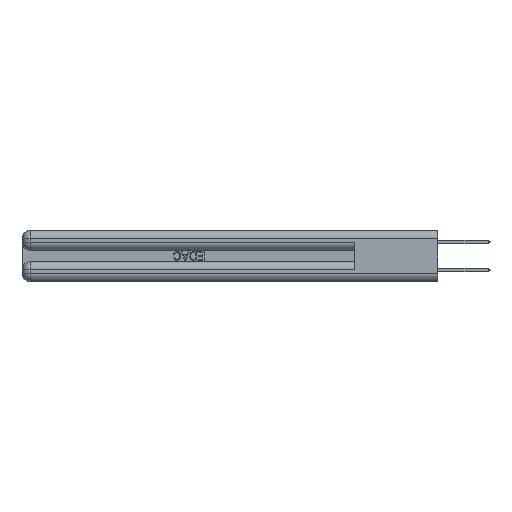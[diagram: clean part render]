
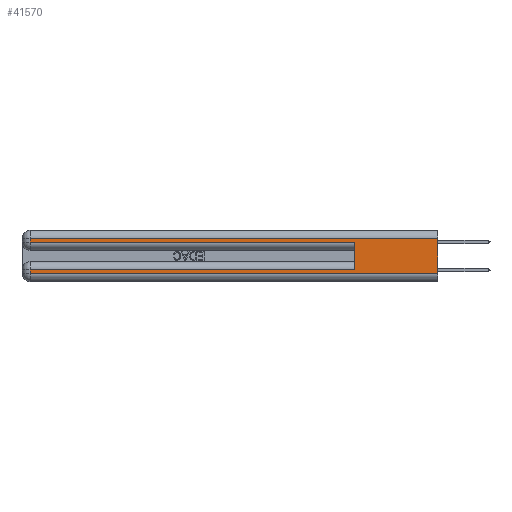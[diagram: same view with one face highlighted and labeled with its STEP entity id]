
A CAD part, left-side view. The second image highlights one B-rep face of the part: STEP entity #41570.
In plain terms, the highlighted planar face has unit normal (-1, 0, 0).
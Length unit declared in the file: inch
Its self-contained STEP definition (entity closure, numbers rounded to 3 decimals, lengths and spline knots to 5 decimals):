
#12 = LINE ( 'NONE', #15058, #33562 ) ;
#313 = EDGE_CURVE ( 'NONE', #34144, #36780, #29136, .T. ) ;
#464 = DIRECTION ( 'NONE',  ( 0., 1., 0. ) ) ;
#732 = ORIENTED_EDGE ( 'NONE', *, *, #313, .T. ) ;
#1017 = VECTOR ( 'NONE', #36521, 39.37008 ) ;
#2019 = CARTESIAN_POINT ( 'NONE',  ( 0., 2.94, 0.06 ) ) ;
#2351 = CARTESIAN_POINT ( 'NONE',  ( 0., 2.94, 0.37 ) ) ;
#3618 = PLANE ( 'NONE',  #26575 ) ;
#5980 = VECTOR ( 'NONE', #28722, 39.37008 ) ;
#6926 = CARTESIAN_POINT ( 'NONE',  ( 0., 0.6, 0.085 ) ) ;
#8702 = VECTOR ( 'NONE', #29182, 39.37008 ) ;
#8839 = VERTEX_POINT ( 'NONE', #35882 ) ;
#9206 = FACE_OUTER_BOUND ( 'NONE', #18497, .T. ) ;
#9296 = EDGE_CURVE ( 'NONE', #28752, #8839, #24965, .T. ) ;
#9778 = EDGE_CURVE ( 'NONE', #28752, #33591, #12, .T. ) ;
#9807 = LINE ( 'NONE', #36308, #14893 ) ;
#12981 = CARTESIAN_POINT ( 'NONE',  ( 0., 0., 0.085 ) ) ;
#13592 = ORIENTED_EDGE ( 'NONE', *, *, #37200, .T. ) ;
#13669 = EDGE_CURVE ( 'NONE', #34144, #41643, #9807, .T. ) ;
#14483 = ORIENTED_EDGE ( 'NONE', *, *, #39727, .T. ) ;
#14893 = VECTOR ( 'NONE', #39574, 39.37008 ) ;
#15002 = ORIENTED_EDGE ( 'NONE', *, *, #9296, .T. ) ;
#15015 = ORIENTED_EDGE ( 'NONE', *, *, #13669, .F. ) ;
#15058 = CARTESIAN_POINT ( 'NONE',  ( 0., 0.6, 0.145 ) ) ;
#16382 = DIRECTION ( 'NONE',  ( 0., 0., -1. ) ) ;
#16795 = CARTESIAN_POINT ( 'NONE',  ( 0., 0., 0.285 ) ) ;
#17148 = ORIENTED_EDGE ( 'NONE', *, *, #35970, .T. ) ;
#17571 = VERTEX_POINT ( 'NONE', #33917 ) ;
#17594 = VERTEX_POINT ( 'NONE', #2019 ) ;
#18325 = DIRECTION ( 'NONE',  ( 0., 0., 1. ) ) ;
#18497 = EDGE_LOOP ( 'NONE', ( #15015, #732, #13592, #17148, #32947, #15002, #23266, #14483 ) ) ;
#19379 = CARTESIAN_POINT ( 'NONE',  ( 0., 0., 0.06 ) ) ;
#19948 = CARTESIAN_POINT ( 'NONE',  ( 0., 0., 0.31 ) ) ;
#21161 = CARTESIAN_POINT ( 'NONE',  ( 0., 0., 0.31 ) ) ;
#21201 = LINE ( 'NONE', #22582, #5980 ) ;
#22471 = DIRECTION ( 'NONE',  ( 1., 0., 0. ) ) ;
#22582 = CARTESIAN_POINT ( 'NONE',  ( 0., 2.94, 0.37 ) ) ;
#22837 = LINE ( 'NONE', #16795, #1017 ) ;
#22899 = CARTESIAN_POINT ( 'NONE',  ( 0., 0., 0.06 ) ) ;
#23266 = ORIENTED_EDGE ( 'NONE', *, *, #26685, .T. ) ;
#24965 = LINE ( 'NONE', #12981, #8702 ) ;
#25479 = DIRECTION ( 'NONE',  ( 0., 0., -1. ) ) ;
#25895 = DIRECTION ( 'NONE',  ( 0., -1., 0. ) ) ;
#26575 = AXIS2_PLACEMENT_3D ( 'NONE', #32437, #22471, #16382 ) ;
#26685 = EDGE_CURVE ( 'NONE', #8839, #17594, #34532, .T. ) ;
#28697 = VECTOR ( 'NONE', #25895, 39.37008 ) ;
#28722 = DIRECTION ( 'NONE',  ( 0., 0., -1. ) ) ;
#28752 = VERTEX_POINT ( 'NONE', #6926 ) ;
#29136 = LINE ( 'NONE', #19948, #40809 ) ;
#29182 = DIRECTION ( 'NONE',  ( 0., 1., 0. ) ) ;
#30220 = LINE ( 'NONE', #19379, #28697 ) ;
#31590 = CARTESIAN_POINT ( 'NONE',  ( 0., 0.6, 0.285 ) ) ;
#32437 = CARTESIAN_POINT ( 'NONE',  ( 0., 0., 0.37 ) ) ;
#32947 = ORIENTED_EDGE ( 'NONE', *, *, #9778, .F. ) ;
#33537 = VECTOR ( 'NONE', #25479, 39.37008 ) ;
#33562 = VECTOR ( 'NONE', #18325, 39.37008 ) ;
#33591 = VERTEX_POINT ( 'NONE', #31590 ) ;
#33917 = CARTESIAN_POINT ( 'NONE',  ( 0., 2.94, 0.285 ) ) ;
#34144 = VERTEX_POINT ( 'NONE', #21161 ) ;
#34532 = LINE ( 'NONE', #2351, #33537 ) ;
#35882 = CARTESIAN_POINT ( 'NONE',  ( 0., 2.94, 0.085 ) ) ;
#35970 = EDGE_CURVE ( 'NONE', #17571, #33591, #22837, .T. ) ;
#36308 = CARTESIAN_POINT ( 'NONE',  ( 0., 0., 0.37 ) ) ;
#36392 = CARTESIAN_POINT ( 'NONE',  ( 0., 2.94, 0.31 ) ) ;
#36521 = DIRECTION ( 'NONE',  ( 0., -1., 0. ) ) ;
#36780 = VERTEX_POINT ( 'NONE', #36392 ) ;
#37200 = EDGE_CURVE ( 'NONE', #36780, #17571, #21201, .T. ) ;
#39574 = DIRECTION ( 'NONE',  ( 0., 0., -1. ) ) ;
#39727 = EDGE_CURVE ( 'NONE', #17594, #41643, #30220, .T. ) ;
#40809 = VECTOR ( 'NONE', #464, 39.37008 ) ;
#41570 = ADVANCED_FACE ( 'NONE', ( #9206 ), #3618, .F. ) ;
#41643 = VERTEX_POINT ( 'NONE', #22899 ) ;
